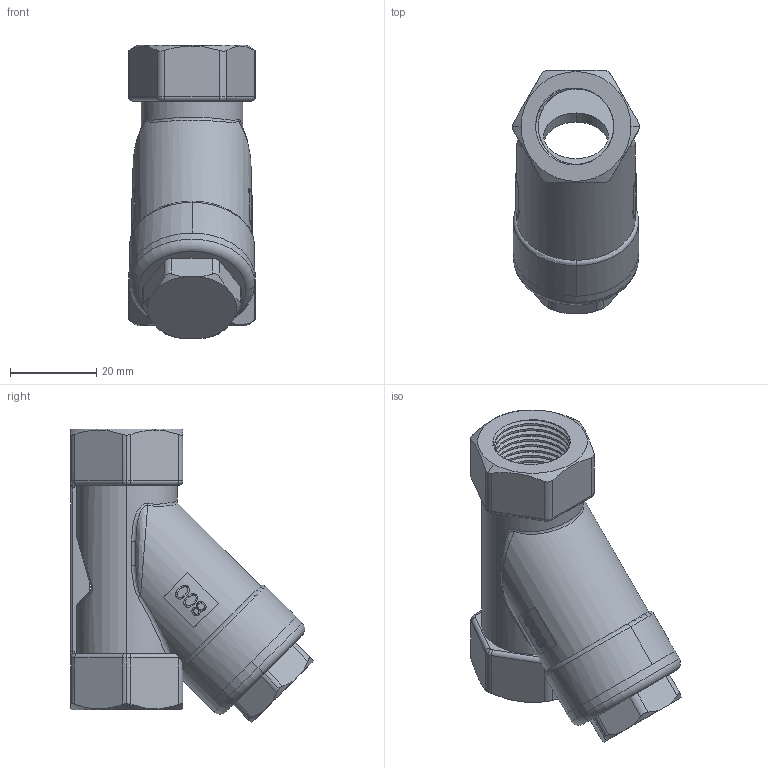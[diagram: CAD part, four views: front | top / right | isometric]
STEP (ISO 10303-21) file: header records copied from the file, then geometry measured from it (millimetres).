
FILE_DESCRIPTION(/* description */ ('Unknown'),/* implementation_level */ '2;1');
FILE_NAME(/* name */ '9165-04',/* time_stamp */ '2025-09-15T08:27:58+02:00',/* author */ ('Unknown'),/* organization */ ('Unknown'),/* preprocessor_version */ 'ST-DEVELOPER v20',/* originating_system */ 'Solid Edge',/* authorisation */ 'Unknown');
FILE_SCHEMA (('AUTOMOTIVE_DESIGN {1 0 10303 214 3 1 1}'));
Length unit declared in the file: millimetre
Products named in the file (4): 9165-04; 裔; 密封圈; 极
Assembly tree (3 placements, depth 2):
  9165-04
    裔
    密封圈
    极
Bounding box: 29.4 x 56.26 x 68.06 mm (x, y, z)
Volume: 26821.6 mm3; surface area: 18258.5 mm2
Topology: 3 solids, 3 shells, 411 faces, 1078 edges, 692 vertices
Faces by surface type: cylinder 156, plane 103, bspline 103, torus 28, cone 21
Entity records: 35374 total; most frequent: CARTESIAN_POINT 26573, ORIENTED_EDGE 2148, DIRECTION 1331, EDGE_CURVE 1074, VERTEX_POINT 692, AXIS2_PLACEMENT_3D 512, EDGE_LOOP 444, FACE_BOUND 444
